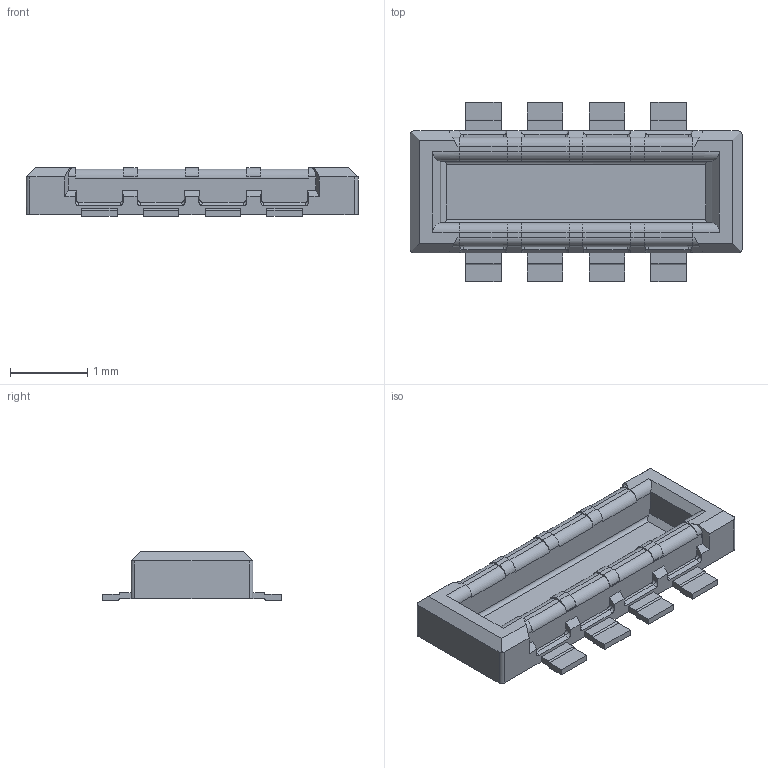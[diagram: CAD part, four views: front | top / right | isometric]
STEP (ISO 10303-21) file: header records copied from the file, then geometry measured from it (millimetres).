
FILE_DESCRIPTION((''),'2;1');
FILE_NAME('2074200081','2020-01-30T',('gga'),(''),'PRO/ENGINEER BY PARAMETRIC TECHNOLOGY CORPORATION, 2016010','PRO/ENGINEER BY PARAMETRIC TECHNOLOGY CORPORATION, 2016010','');
FILE_SCHEMA(('CONFIG_CONTROL_DESIGN'));
Length unit declared in the file: millimetre
Products named in the file (1): 2074200081
Bounding box: 4.3 x 2.32 x 0.63 mm (x, y, z)
Volume: 2.5 mm3; surface area: 26.9 mm2
Topology: 1 solids, 1 shells, 266 faces, 832 edges, 568 vertices
Faces by surface type: plane 166, cylinder 100
Entity records: 9463 total; most frequent: CARTESIAN_POINT 2199, ORIENTED_EDGE 1600, DIRECTION 1338, EDGE_CURVE 800, VECTOR 604, LINE 604, VERTEX_POINT 536, AXIS2_PLACEMENT_3D 367
